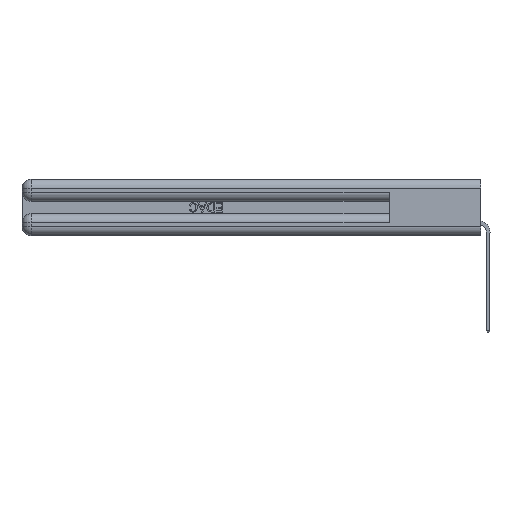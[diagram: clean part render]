
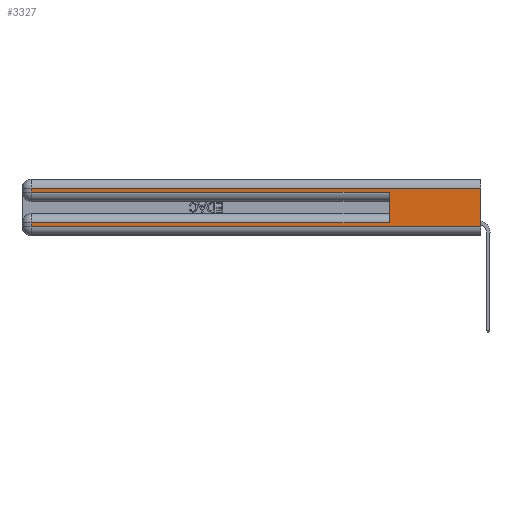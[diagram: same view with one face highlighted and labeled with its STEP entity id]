
A CAD part, left-side view. The second image highlights one B-rep face of the part: STEP entity #3327.
In plain terms, the highlighted planar face has unit normal (-1, 0, 0).
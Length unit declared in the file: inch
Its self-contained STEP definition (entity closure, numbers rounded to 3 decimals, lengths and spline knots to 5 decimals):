
#727 = LINE ( 'NONE', #12987, #33111 ) ;
#1425 = DIRECTION ( 'NONE',  ( 0., 0., -1. ) ) ;
#1480 = VECTOR ( 'NONE', #1425, 39.37008 ) ;
#3327 = ADVANCED_FACE ( 'NONE', ( #10470 ), #37451, .F. ) ;
#3531 = DIRECTION ( 'NONE',  ( 0., 0., -1. ) ) ;
#3599 = CARTESIAN_POINT ( 'NONE',  ( 0., 0.6, 0.085 ) ) ;
#3921 = LINE ( 'NONE', #4045, #1480 ) ;
#4045 = CARTESIAN_POINT ( 'NONE',  ( 0., 0., 0.37 ) ) ;
#4590 = VECTOR ( 'NONE', #36006, 39.37008 ) ;
#5612 = CARTESIAN_POINT ( 'NONE',  ( 0., 2.94, 0.37 ) ) ;
#6105 = DIRECTION ( 'NONE',  ( 0., 0., -1. ) ) ;
#6915 = CARTESIAN_POINT ( 'NONE',  ( 0., 0., 0.31 ) ) ;
#7092 = CARTESIAN_POINT ( 'NONE',  ( 0., 0., 0.06 ) ) ;
#7461 = VERTEX_POINT ( 'NONE', #6915 ) ;
#7797 = ORIENTED_EDGE ( 'NONE', *, *, #26658, .F. ) ;
#7911 = LINE ( 'NONE', #5612, #40223 ) ;
#8319 = DIRECTION ( 'NONE',  ( 0., -1., 0. ) ) ;
#9236 = VECTOR ( 'NONE', #38302, 39.37008 ) ;
#10470 = FACE_OUTER_BOUND ( 'NONE', #19109, .T. ) ;
#10677 = DIRECTION ( 'NONE',  ( 0., 0., 1. ) ) ;
#11781 = EDGE_CURVE ( 'NONE', #17122, #20559, #727, .T. ) ;
#12987 = CARTESIAN_POINT ( 'NONE',  ( 0., 2.94, 0.37 ) ) ;
#14002 = AXIS2_PLACEMENT_3D ( 'NONE', #37318, #40476, #6105 ) ;
#14554 = LINE ( 'NONE', #37737, #16509 ) ;
#15102 = CARTESIAN_POINT ( 'NONE',  ( 0., 2.94, 0.085 ) ) ;
#15548 = DIRECTION ( 'NONE',  ( 0., 1., 0. ) ) ;
#16281 = ORIENTED_EDGE ( 'NONE', *, *, #23078, .F. ) ;
#16322 = VERTEX_POINT ( 'NONE', #35076 ) ;
#16473 = VECTOR ( 'NONE', #8319, 39.37008 ) ;
#16509 = VECTOR ( 'NONE', #15548, 39.37008 ) ;
#17122 = VERTEX_POINT ( 'NONE', #39989 ) ;
#17308 = VERTEX_POINT ( 'NONE', #3599 ) ;
#17387 = CARTESIAN_POINT ( 'NONE',  ( 0., 0., 0.285 ) ) ;
#18683 = ORIENTED_EDGE ( 'NONE', *, *, #24249, .T. ) ;
#19109 = EDGE_LOOP ( 'NONE', ( #7797, #18683, #36966, #22574, #16281, #34769, #24139, #38522 ) ) ;
#19268 = CARTESIAN_POINT ( 'NONE',  ( 0., 0., 0.31 ) ) ;
#20559 = VERTEX_POINT ( 'NONE', #21299 ) ;
#21299 = CARTESIAN_POINT ( 'NONE',  ( 0., 2.94, 0.285 ) ) ;
#21545 = CARTESIAN_POINT ( 'NONE',  ( 0., 0., 0.06 ) ) ;
#21926 = EDGE_CURVE ( 'NONE', #27591, #16322, #7911, .T. ) ;
#22056 = CARTESIAN_POINT ( 'NONE',  ( 0., 0.6, 0.285 ) ) ;
#22574 = ORIENTED_EDGE ( 'NONE', *, *, #24795, .T. ) ;
#23078 = EDGE_CURVE ( 'NONE', #17308, #27493, #40160, .T. ) ;
#24139 = ORIENTED_EDGE ( 'NONE', *, *, #21926, .T. ) ;
#24249 = EDGE_CURVE ( 'NONE', #7461, #17122, #34226, .T. ) ;
#24795 = EDGE_CURVE ( 'NONE', #20559, #27493, #29604, .T. ) ;
#26658 = EDGE_CURVE ( 'NONE', #7461, #33411, #3921, .T. ) ;
#27493 = VERTEX_POINT ( 'NONE', #22056 ) ;
#27591 = VERTEX_POINT ( 'NONE', #15102 ) ;
#29604 = LINE ( 'NONE', #17387, #4590 ) ;
#33111 = VECTOR ( 'NONE', #35159, 39.37008 ) ;
#33195 = EDGE_CURVE ( 'NONE', #17308, #27591, #14554, .T. ) ;
#33411 = VERTEX_POINT ( 'NONE', #7092 ) ;
#33615 = EDGE_CURVE ( 'NONE', #16322, #33411, #37522, .T. ) ;
#34226 = LINE ( 'NONE', #19268, #9236 ) ;
#34258 = VECTOR ( 'NONE', #10677, 39.37008 ) ;
#34769 = ORIENTED_EDGE ( 'NONE', *, *, #33195, .T. ) ;
#35076 = CARTESIAN_POINT ( 'NONE',  ( 0., 2.94, 0.06 ) ) ;
#35159 = DIRECTION ( 'NONE',  ( 0., 0., -1. ) ) ;
#35709 = CARTESIAN_POINT ( 'NONE',  ( 0., 0.6, 0.145 ) ) ;
#36006 = DIRECTION ( 'NONE',  ( 0., -1., 0. ) ) ;
#36966 = ORIENTED_EDGE ( 'NONE', *, *, #11781, .T. ) ;
#37318 = CARTESIAN_POINT ( 'NONE',  ( 0., 0., 0.37 ) ) ;
#37451 = PLANE ( 'NONE',  #14002 ) ;
#37522 = LINE ( 'NONE', #21545, #16473 ) ;
#37737 = CARTESIAN_POINT ( 'NONE',  ( 0., 0., 0.085 ) ) ;
#38302 = DIRECTION ( 'NONE',  ( 0., 1., 0. ) ) ;
#38522 = ORIENTED_EDGE ( 'NONE', *, *, #33615, .T. ) ;
#39989 = CARTESIAN_POINT ( 'NONE',  ( 0., 2.94, 0.31 ) ) ;
#40160 = LINE ( 'NONE', #35709, #34258 ) ;
#40223 = VECTOR ( 'NONE', #3531, 39.37008 ) ;
#40476 = DIRECTION ( 'NONE',  ( 1., 0., 0. ) ) ;
